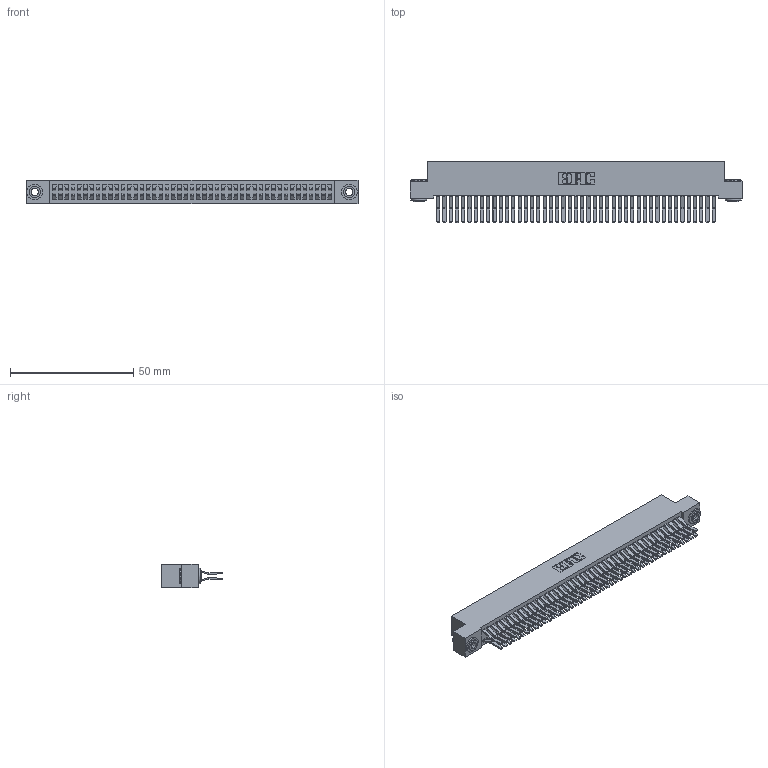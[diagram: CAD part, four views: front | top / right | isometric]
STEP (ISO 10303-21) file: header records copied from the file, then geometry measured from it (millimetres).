
FILE_DESCRIPTION (( 'STEP AP203' ), '1' );
FILE_NAME ('392-090-560-203.STEP', '2018-08-18T07:32:56', ( '' ), ( '' ), 'SwSTEP 2.0', 'SolidWorks 2016', '' );
FILE_SCHEMA (( 'CONFIG_CONTROL_DESIGN' ));
Length unit declared in the file: inch
Products named in the file (4): 345-292-001_560 Tail; 342-250-002_345-250-002-102; 392-090-560-203; 342 Part_.156 TH
Assembly tree (93 placements, depth 2):
  392-090-560-203
    342 Part_.156 TH
    345-292-001_560 Tail  x90
    342-250-002_345-250-002-102  x2
Bounding box: 134.62 x 24.78 x 9.4 mm (x, y, z)
Volume: 12723.5 mm3; surface area: 22415.5 mm2
Topology: 93 solids, 93 shells, 5008 faces, 14865 edges, 9786 vertices
Faces by surface type: plane 3316, cylinder 1684, cone 8
Entity records: 29168 total; most frequent: CARTESIAN_POINT 4805, ORIENTED_EDGE 4734, DIRECTION 4137, EDGE_CURVE 2367, VECTOR 2211, LINE 2211, VERTEX_POINT 1574, AXIS2_PLACEMENT_3D 963
